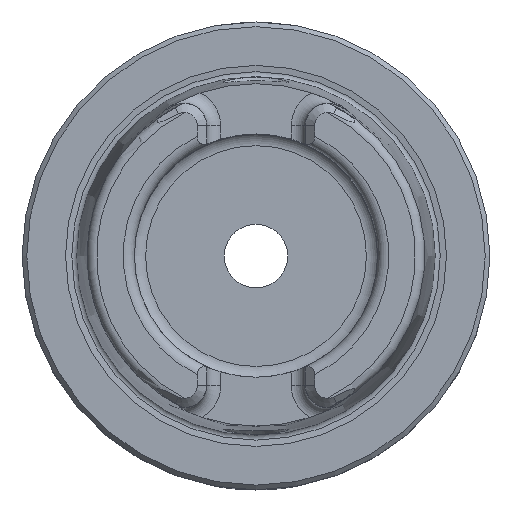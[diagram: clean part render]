
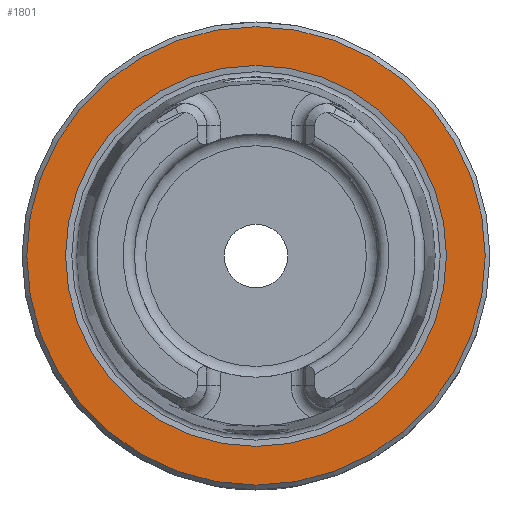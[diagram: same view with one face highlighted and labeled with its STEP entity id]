
A CAD part, top view. The second image highlights one B-rep face of the part: STEP entity #1801.
In plain terms, the highlighted planar face has unit normal (0, 0, 1).
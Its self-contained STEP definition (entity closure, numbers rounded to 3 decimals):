
#144=PLANE('',#1943);
#223=CIRCLE('',#1942,24.5);
#224=CIRCLE('',#1944,20.358);
#496=ORIENTED_EDGE('',*,*,#716,.F.);
#497=ORIENTED_EDGE('',*,*,#715,.T.);
#715=EDGE_CURVE('',#835,#835,#223,.T.);
#716=EDGE_CURVE('',#836,#836,#224,.T.);
#835=VERTEX_POINT('',#2949);
#836=VERTEX_POINT('',#2952);
#986=EDGE_LOOP('',(#496));
#987=EDGE_LOOP('',(#497));
#1108=FACE_BOUND('',#986,.T.);
#1109=FACE_BOUND('',#987,.T.);
#1801=ADVANCED_FACE('',(#1108,#1109),#144,.F.);
#1942=AXIS2_PLACEMENT_3D('',#2948,#2253,#2254);
#1943=AXIS2_PLACEMENT_3D('',#2950,#2255,#2256);
#1944=AXIS2_PLACEMENT_3D('',#2951,#2257,#2258);
#2253=DIRECTION('',(0.,0.,1.));
#2254=DIRECTION('',(1.,0.,0.));
#2255=DIRECTION('',(0.,0.,-1.));
#2256=DIRECTION('',(-1.,0.,0.));
#2257=DIRECTION('',(0.,0.,1.));
#2258=DIRECTION('',(1.,0.,0.));
#2948=CARTESIAN_POINT('',(0.,0.,0.));
#2949=CARTESIAN_POINT('',(24.5,0.,0.));
#2950=CARTESIAN_POINT('',(20.358,0.,0.));
#2951=CARTESIAN_POINT('',(0.,0.,0.));
#2952=CARTESIAN_POINT('',(20.358,0.,0.));
